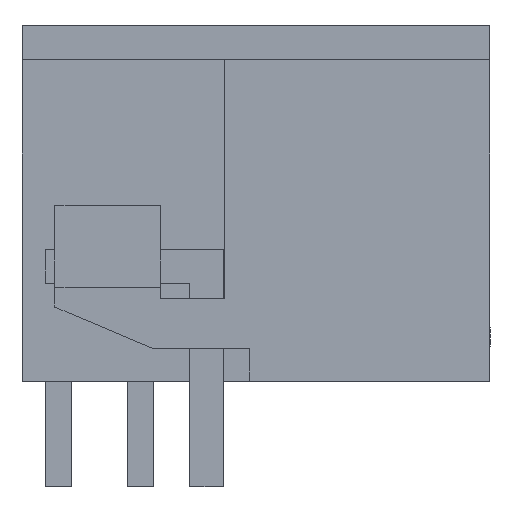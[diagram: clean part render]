
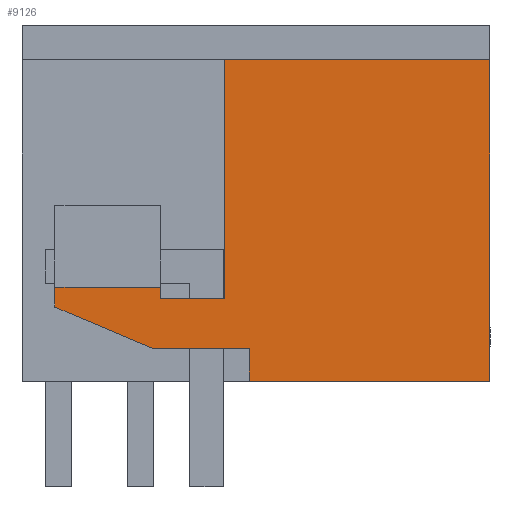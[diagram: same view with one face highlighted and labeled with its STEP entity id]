
A CAD part, left-side view. The second image highlights one B-rep face of the part: STEP entity #9126.
In plain terms, the highlighted planar face has unit normal (-1, 0, 0).
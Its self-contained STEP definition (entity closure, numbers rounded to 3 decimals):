
#9064=AXIS2_PLACEMENT_3D('Plane Axis2P3D',#9061,#9062,#9063) ;
#4973=CARTESIAN_POINT('Vertex',(0.,0.,12.95)) ;
#4976=CARTESIAN_POINT('Line Origine',(0.,0.,8.075)) ;
#4980=CARTESIAN_POINT('Vertex',(0.,0.,3.2)) ;
#8557=CARTESIAN_POINT('Line Origine',(0.,3.65,3.2)) ;
#8561=CARTESIAN_POINT('Vertex',(0.,7.3,3.2)) ;
#8704=CARTESIAN_POINT('Vertex',(0.,8.05,12.95)) ;
#8707=CARTESIAN_POINT('Line Origine',(0.,4.025,12.95)) ;
#9045=CARTESIAN_POINT('Vertex',(0.,7.3,4.197)) ;
#9048=CARTESIAN_POINT('Line Origine',(0.,7.3,3.698)) ;
#9061=CARTESIAN_POINT('Axis2P3D Location',(0.,0.,12.95)) ;
#9066=CARTESIAN_POINT('Line Origine',(0.,8.05,9.325)) ;
#9070=CARTESIAN_POINT('Vertex',(0.,8.05,5.7)) ;
#9073=CARTESIAN_POINT('Line Origine',(0.,9.025,5.7)) ;
#9077=CARTESIAN_POINT('Vertex',(0.,10.,5.7)) ;
#9080=CARTESIAN_POINT('Line Origine',(0.,10.,5.875)) ;
#9084=CARTESIAN_POINT('Vertex',(0.,10.,6.05)) ;
#9087=CARTESIAN_POINT('Line Origine',(0.,11.6,6.05)) ;
#9091=CARTESIAN_POINT('Vertex',(0.,13.2,6.05)) ;
#9094=CARTESIAN_POINT('Line Origine',(0.,13.2,5.75)) ;
#9098=CARTESIAN_POINT('Vertex',(0.,13.2,5.45)) ;
#9101=CARTESIAN_POINT('Line Origine',(0.,11.721,4.823)) ;
#9105=CARTESIAN_POINT('Vertex',(0.,10.242,4.197)) ;
#9108=CARTESIAN_POINT('Line Origine',(0.,8.771,4.197)) ;
#4977=DIRECTION('Vector Direction',(0.,0.,-1.)) ;
#8558=DIRECTION('Vector Direction',(0.,1.,0.)) ;
#8708=DIRECTION('Vector Direction',(0.,1.,0.)) ;
#9049=DIRECTION('Vector Direction',(0.,0.,-1.)) ;
#9062=DIRECTION('Axis2P3D Direction',(1.,0.,0.)) ;
#9063=DIRECTION('Axis2P3D XDirection',(0.,0.,-1.)) ;
#9067=DIRECTION('Vector Direction',(0.,0.,1.)) ;
#9074=DIRECTION('Vector Direction',(0.,-1.,0.)) ;
#9081=DIRECTION('Vector Direction',(0.,0.,1.)) ;
#9088=DIRECTION('Vector Direction',(0.,1.,0.)) ;
#9095=DIRECTION('Vector Direction',(0.,0.,-1.)) ;
#9102=DIRECTION('Vector Direction',(0.,0.921,0.39)) ;
#9109=DIRECTION('Vector Direction',(0.,-1.,0.)) ;
#4978=VECTOR('Line Direction',#4977,1.) ;
#8559=VECTOR('Line Direction',#8558,1.) ;
#8709=VECTOR('Line Direction',#8708,1.) ;
#9050=VECTOR('Line Direction',#9049,1.) ;
#9068=VECTOR('Line Direction',#9067,1.) ;
#9075=VECTOR('Line Direction',#9074,1.) ;
#9082=VECTOR('Line Direction',#9081,1.) ;
#9089=VECTOR('Line Direction',#9088,1.) ;
#9096=VECTOR('Line Direction',#9095,1.) ;
#9103=VECTOR('Line Direction',#9102,1.) ;
#9110=VECTOR('Line Direction',#9109,1.) ;
#9114=ORIENTED_EDGE('',*,*,#9072,.F.) ;
#9115=ORIENTED_EDGE('',*,*,#9079,.F.) ;
#9116=ORIENTED_EDGE('',*,*,#9086,.F.) ;
#9117=ORIENTED_EDGE('',*,*,#9093,.F.) ;
#9118=ORIENTED_EDGE('',*,*,#9100,.F.) ;
#9119=ORIENTED_EDGE('',*,*,#9107,.F.) ;
#9120=ORIENTED_EDGE('',*,*,#9112,.F.) ;
#9121=ORIENTED_EDGE('',*,*,#9052,.F.) ;
#9122=ORIENTED_EDGE('',*,*,#8563,.F.) ;
#9123=ORIENTED_EDGE('',*,*,#4982,.F.) ;
#9124=ORIENTED_EDGE('',*,*,#8711,.T.) ;
#9126=ADVANCED_FACE('HOUSING',(#9125),#9065,.F.) ;
#4982=EDGE_CURVE('',#4974,#4981,#4979,.T.) ;
#8563=EDGE_CURVE('',#4981,#8562,#8560,.T.) ;
#8711=EDGE_CURVE('',#4974,#8705,#8710,.T.) ;
#9052=EDGE_CURVE('',#8562,#9046,#9051,.F.) ;
#9072=EDGE_CURVE('',#9071,#8705,#9069,.T.) ;
#9079=EDGE_CURVE('',#9078,#9071,#9076,.T.) ;
#9086=EDGE_CURVE('',#9085,#9078,#9083,.F.) ;
#9093=EDGE_CURVE('',#9092,#9085,#9090,.F.) ;
#9100=EDGE_CURVE('',#9099,#9092,#9097,.F.) ;
#9107=EDGE_CURVE('',#9106,#9099,#9104,.T.) ;
#9112=EDGE_CURVE('',#9046,#9106,#9111,.F.) ;
#9113=EDGE_LOOP('',(#9114,#9115,#9116,#9117,#9118,#9119,#9120,#9121,#9122,#9123,#9124)) ;
#9125=FACE_OUTER_BOUND('',#9113,.T.) ;
#4979=LINE('Line',#4976,#4978) ;
#8560=LINE('Line',#8557,#8559) ;
#8710=LINE('Line',#8707,#8709) ;
#9051=LINE('Line',#9048,#9050) ;
#9069=LINE('Line',#9066,#9068) ;
#9076=LINE('Line',#9073,#9075) ;
#9083=LINE('Line',#9080,#9082) ;
#9090=LINE('Line',#9087,#9089) ;
#9097=LINE('Line',#9094,#9096) ;
#9104=LINE('Line',#9101,#9103) ;
#9111=LINE('Line',#9108,#9110) ;
#9065=PLANE('',#9064) ;
#4974=VERTEX_POINT('',#4973) ;
#4981=VERTEX_POINT('',#4980) ;
#8562=VERTEX_POINT('',#8561) ;
#8705=VERTEX_POINT('',#8704) ;
#9046=VERTEX_POINT('',#9045) ;
#9071=VERTEX_POINT('',#9070) ;
#9078=VERTEX_POINT('',#9077) ;
#9085=VERTEX_POINT('',#9084) ;
#9092=VERTEX_POINT('',#9091) ;
#9099=VERTEX_POINT('',#9098) ;
#9106=VERTEX_POINT('',#9105) ;
